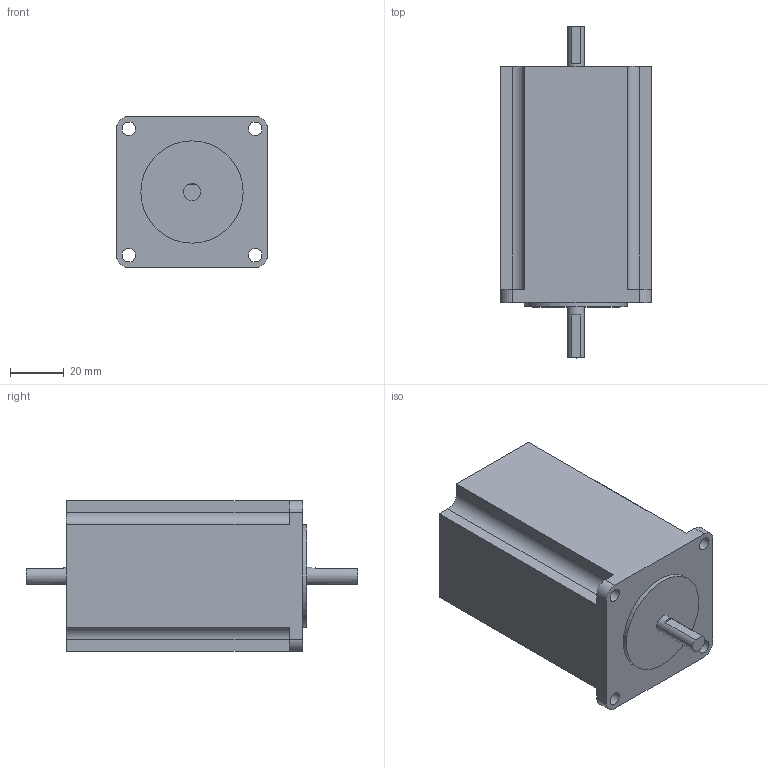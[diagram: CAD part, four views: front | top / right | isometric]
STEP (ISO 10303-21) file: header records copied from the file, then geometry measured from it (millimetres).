
FILE_DESCRIPTION((''),'2;1');
FILE_NAME('MTR-STEP-N23X0425.stp','2008-05-23T12:46:04',('mattp'),(''),'Autodesk Inventor 2009','Autodesk Inventor 2009','');
FILE_SCHEMA(('AUTOMOTIVE_DESIGN { 1 0 10303 214 1 1 1 1 }'));
Length unit declared in the file: millimetre
Products named in the file (1): MTR-STEP-N23X0425
Bounding box: 56.2 x 123.6 x 56.2 mm (x, y, z)
Volume: 254304.2 mm3; surface area: 26396.5 mm2
Topology: 1 solids, 1 shells, 40 faces, 109 edges, 74 vertices
Faces by surface type: plane 25, cylinder 11, bspline 4
Full cylindrical faces by diameter (mm): 6.35 x2, 38.1 x1
Entity records: 1311 total; most frequent: CARTESIAN_POINT 273, DIRECTION 202, ORIENTED_EDGE 192, EDGE_CURVE 96, AXIS2_PLACEMENT_3D 69, VERTEX_POINT 68, VECTOR 64, LINE 64
